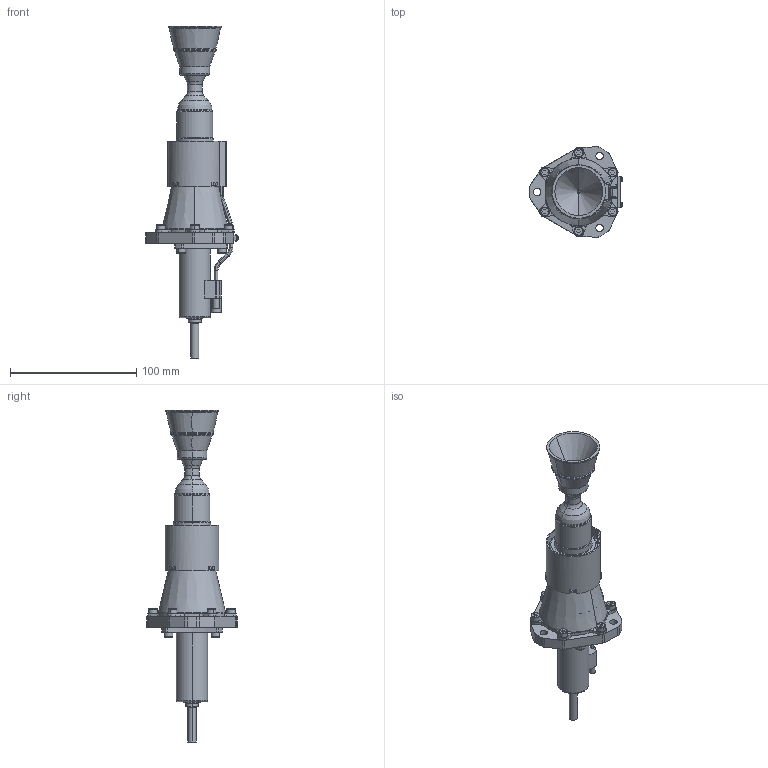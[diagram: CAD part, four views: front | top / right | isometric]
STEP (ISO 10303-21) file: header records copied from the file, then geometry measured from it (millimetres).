
FILE_DESCRIPTION((''),'2;1');
FILE_NAME('241863','2024-04-03T16:30:07',('JCOMPAIN'),(''),'CREO PARAMETRIC BY PTC INC, 2019471','CREO PARAMETRIC BY PTC INC, 2019471','');
FILE_SCHEMA(('CONFIG_CONTROL_DESIGN'));
Length unit declared in the file: millimetre
Products named in the file (1): 241863
Bounding box: 73.59 x 71.82 x 263.25 mm (x, y, z)
Volume: 165525.6 mm3; surface area: 49501.6 mm2
Topology: 1 solids, 2 shells, 535 faces, 1337 edges, 831 vertices
Faces by surface type: plane 204, cylinder 185, torus 114, cone 16, bspline 10, sphere 6
Entity records: 16651 total; most frequent: CARTESIAN_POINT 3428, DIRECTION 2998, ORIENTED_EDGE 2670, EDGE_CURVE 1335, AXIS2_PLACEMENT_3D 1208, VERTEX_POINT 831, CIRCLE 683, VECTOR 582
